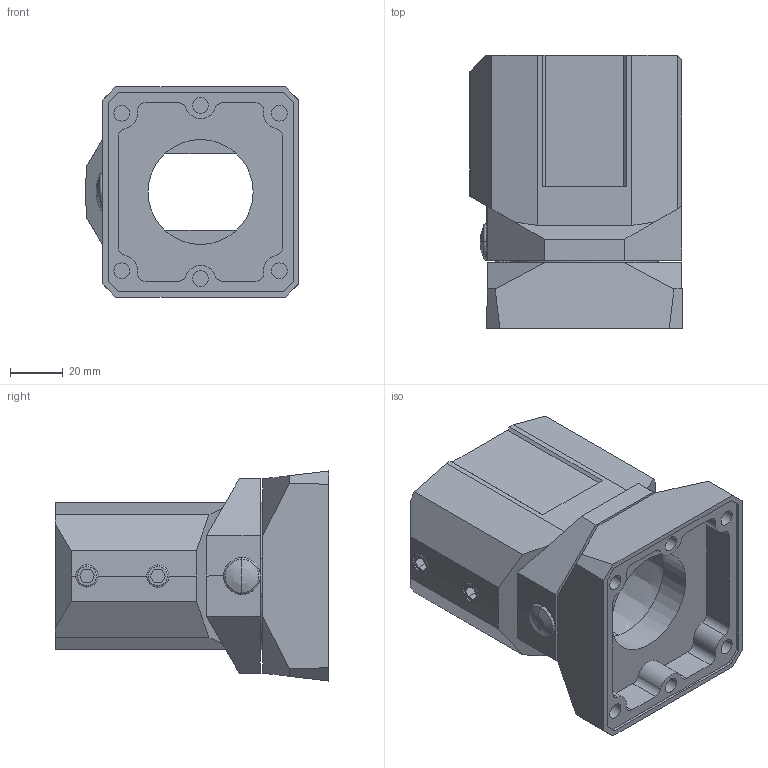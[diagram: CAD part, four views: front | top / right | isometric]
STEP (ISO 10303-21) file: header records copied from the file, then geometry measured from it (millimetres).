
FILE_DESCRIPTION((''),'2;1');
FILE_NAME('KUPPLUNG_CS-2000SL_ASM','2010-07-26T',('M.Fehring'),(''),'PRO/ENGINEER BY PARAMETRIC TECHNOLOGY CORPORATION, 2005070','PRO/ENGINEER BY PARAMETRIC TECHNOLOGY CORPORATION, 2005070','');
FILE_SCHEMA(('AUTOMOTIVE_DESIGN_CC2 { 1 2 10303 214 -1 1 5 2 }'));
Length unit declared in the file: millimetre
Products named in the file (7): KUPPLUNG-UNTERT_CS-2000SL; 9502223000; KUPPLUNG-OBERT_CS-2000SL; 9263021000; ABDECKKAPPE_; STOPFEN; KUPPLUNG_CS-2000SL_ASM
Assembly tree (7 placements, depth 2):
  KUPPLUNG_CS-2000SL_ASM
    KUPPLUNG-UNTERT_CS-2000SL
    9502223000
    KUPPLUNG-OBERT_CS-2000SL
    9263021000  x2
    ABDECKKAPPE_
    STOPFEN
Bounding box: 81.04 x 104 x 80 mm (x, y, z)
Volume: 216492.4 mm3; surface area: 66184.4 mm2
Topology: 7 solids, 7 shells, 338 faces, 829 edges, 517 vertices
Faces by surface type: plane 142, cylinder 94, bspline 42, cone 32, torus 16, sphere 12
Entity records: 14372 total; most frequent: CARTESIAN_POINT 4340, ORIENTED_EDGE 1590, DIRECTION 1559, EDGE_CURVE 795, PRESENTATION_STYLE_ASSIGNMENT 768, STYLED_ITEM 768, CURVE_STYLE 763, AXIS2_PLACEMENT_3D 577
